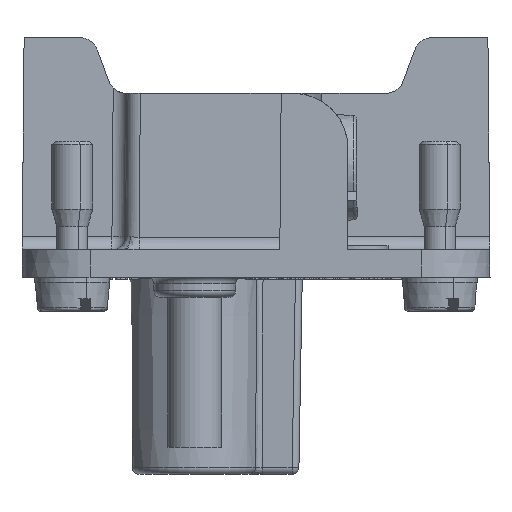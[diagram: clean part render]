
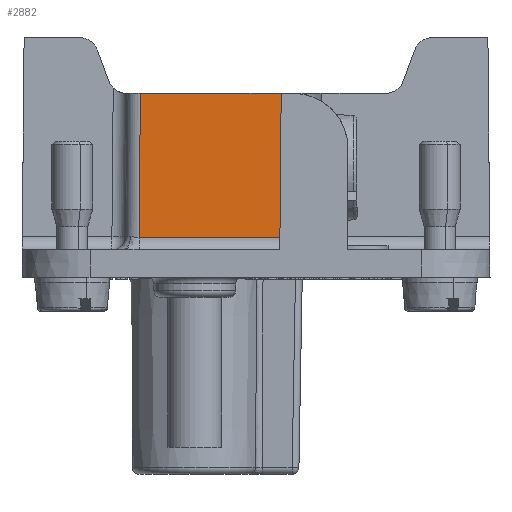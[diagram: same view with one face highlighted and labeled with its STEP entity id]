
A CAD part, left-side view. The second image highlights one B-rep face of the part: STEP entity #2882.
In plain terms, the highlighted planar face has unit normal (-1, 0, 0.009).
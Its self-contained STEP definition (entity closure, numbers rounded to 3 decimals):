
#1124=FACE_OUTER_BOUND('',#6285,.T.);
#2882=ADVANCED_FACE('',(#1124),#4704,.T.);
#4704=PLANE('',#32993);
#6285=EDGE_LOOP('',(#16464,#16465,#16466,#16467));
#9851=LINE('',#47369,#12747);
#9881=LINE('',#47450,#12777);
#9882=LINE('',#47453,#12778);
#9883=LINE('',#47454,#12779);
#12747=VECTOR('',#36327,1.);
#12777=VECTOR('',#36401,1.);
#12778=VECTOR('',#36402,1.);
#12779=VECTOR('',#36403,1.);
#16464=ORIENTED_EDGE('',*,*,#28607,.T.);
#16465=ORIENTED_EDGE('',*,*,#28608,.T.);
#16466=ORIENTED_EDGE('',*,*,#28563,.T.);
#16467=ORIENTED_EDGE('',*,*,#28609,.T.);
#25520=VERTEX_POINT('',#47368);
#25521=VERTEX_POINT('',#47370);
#25550=VERTEX_POINT('',#47451);
#25551=VERTEX_POINT('',#47452);
#28563=EDGE_CURVE('',#25521,#25520,#9851,.T.);
#28607=EDGE_CURVE('',#25550,#25551,#9881,.T.);
#28608=EDGE_CURVE('',#25551,#25521,#9882,.T.);
#28609=EDGE_CURVE('',#25520,#25550,#9883,.T.);
#32993=AXIS2_PLACEMENT_3D('',#47455,#36404,#36405);
#36327=DIRECTION('',(0.,1.,0.));
#36401=DIRECTION('',(0.,-1.,0.));
#36402=DIRECTION('',(0.009,-0.009,1.));
#36403=DIRECTION('',(-0.009,0.009,-1.));
#36404=DIRECTION('',(-1.,0.,0.009));
#36405=DIRECTION('',(-0.009,0.,-1.));
#47368=CARTESIAN_POINT('',(-54.95,8.5,13.5));
#47369=CARTESIAN_POINT('',(-54.95,7.1,13.5));
#47370=CARTESIAN_POINT('',(-54.95,-1.85,13.5));
#47450=CARTESIAN_POINT('',(-55.042,-9.966,2.879));
#47451=CARTESIAN_POINT('',(-55.042,8.592,2.879));
#47452=CARTESIAN_POINT('',(-55.042,-1.758,2.879));
#47453=CARTESIAN_POINT('',(-55.05,-1.75,2.038));
#47454=CARTESIAN_POINT('',(-55.049,8.599,2.162));
#47455=CARTESIAN_POINT('',(-55.05,-9.966,2.));
